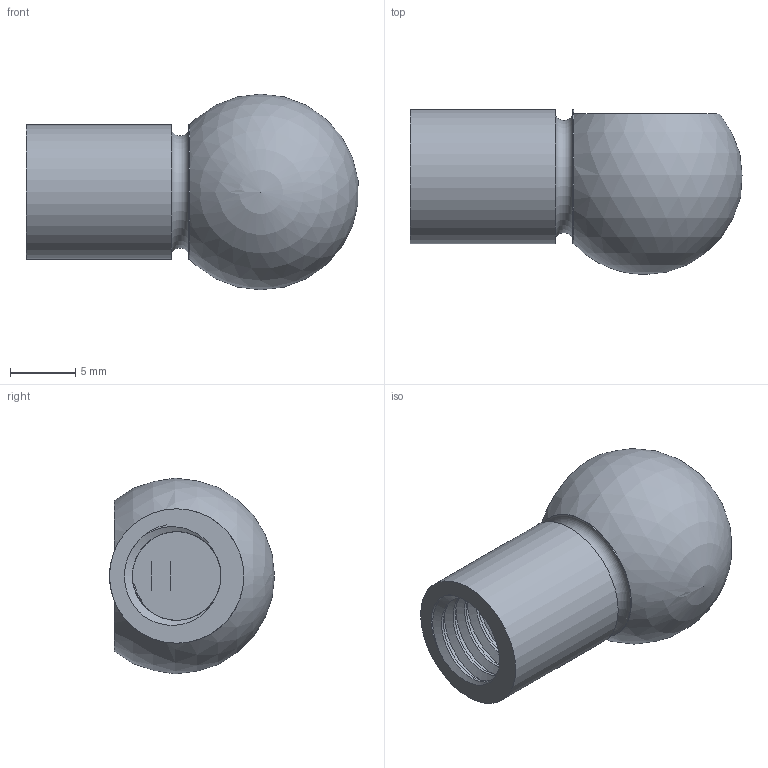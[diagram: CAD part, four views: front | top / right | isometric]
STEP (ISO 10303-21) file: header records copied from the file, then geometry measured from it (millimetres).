
FILE_DESCRIPTION(/* description */ (''),/* implementation_level */ '2;1');
FILE_NAME(/* name */ 'PF18.step',/* time_stamp */ '2024-07-01T13:34:21+02:00',/* author */ (''),/* organization */ (''),/* preprocessor_version */ 'ST-DEVELOPER v20',/* originating_system */ 'Autodesk Translation Framework v13.14.0.145',/* authorisation */ '');
FILE_SCHEMA (('AUTOMOTIVE_DESIGN { 1 0 10303 214 3 1 1 }'));
Length unit declared in the file: millimetre
Products named in the file (2): (Unsaved); Ball socket
Assembly tree (1 placements, depth 2):
  (Unsaved)
    Ball socket
Bounding box: 25.44 x 12.65 x 15 mm (x, y, z)
Volume: 1250.6 mm3; surface area: 1885.2 mm2
Topology: 1 solids, 1 shells, 40 faces, 101 edges, 66 vertices
Faces by surface type: cylinder 26, plane 8, bspline 3, sphere 2, torus 1
Full cylindrical faces by diameter (mm): 6.8 x8, 8 x8, 10 x2, 10.3 x1, 12.6 x1
Entity records: 11933 total; most frequent: CARTESIAN_POINT 10981, ORIENTED_EDGE 198, DIRECTION 166, EDGE_CURVE 99, AXIS2_PLACEMENT_3D 68, VERTEX_POINT 66, EDGE_LOOP 45, B_SPLINE_CURVE_WITH_KNOTS 41
